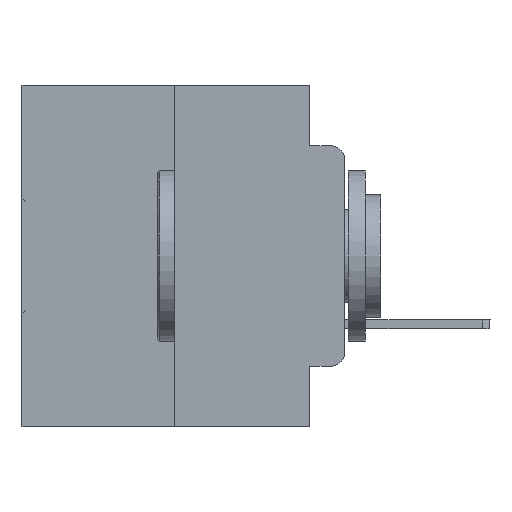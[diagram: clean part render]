
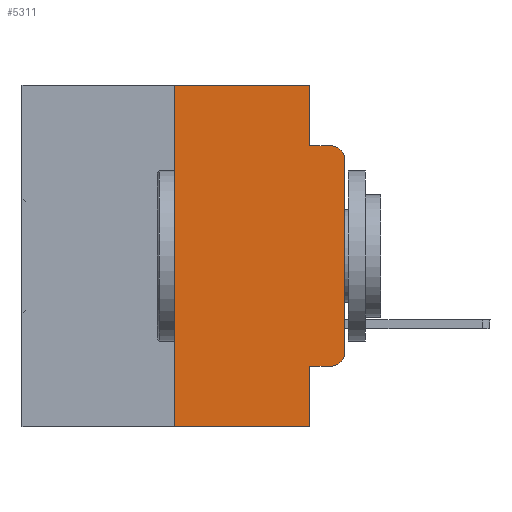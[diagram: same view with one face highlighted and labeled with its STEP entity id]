
A CAD part, left-side view. The second image highlights one B-rep face of the part: STEP entity #5311.
In plain terms, the highlighted planar face has unit normal (-1, 0, 0).
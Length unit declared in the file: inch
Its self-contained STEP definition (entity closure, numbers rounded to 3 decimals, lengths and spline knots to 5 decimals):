
#281 = CARTESIAN_POINT ( 'NONE',  ( 0., 0.25, 0. ) ) ;
#801 = EDGE_CURVE ( 'NONE', #10981, #20313, #19718, .T. ) ;
#1460 = CARTESIAN_POINT ( 'NONE',  ( 0., 0.051, 0. ) ) ;
#1691 = CARTESIAN_POINT ( 'NONE',  ( 0., 0.473, 0. ) ) ;
#2108 = LINE ( 'NONE', #14538, #25544 ) ;
#2357 = CARTESIAN_POINT ( 'NONE',  ( 0., 0.473, -0.5 ) ) ;
#2491 = ORIENTED_EDGE ( 'NONE', *, *, #30056, .F. ) ;
#3306 = EDGE_CURVE ( 'NONE', #27676, #8876, #14191, .T. ) ;
#3566 = EDGE_CURVE ( 'NONE', #4663, #12097, #4957, .T. ) ;
#3628 = CARTESIAN_POINT ( 'NONE',  ( 0., 0.051, -0.4115 ) ) ;
#3950 = EDGE_CURVE ( 'NONE', #4663, #8876, #14628, .T. ) ;
#4023 = CARTESIAN_POINT ( 'NONE',  ( 0., 0., 0. ) ) ;
#4045 = EDGE_CURVE ( 'NONE', #14260, #28502, #15411, .T. ) ;
#4066 = VECTOR ( 'NONE', #13877, 39.37008 ) ;
#4663 = VERTEX_POINT ( 'NONE', #17547 ) ;
#4673 = CARTESIAN_POINT ( 'NONE',  ( 0., 0.051, -0.5 ) ) ;
#4957 = LINE ( 'NONE', #281, #13666 ) ;
#5311 = ADVANCED_FACE ( 'NONE', ( #6535 ), #23823, .F. ) ;
#5785 = AXIS2_PLACEMENT_3D ( 'NONE', #13910, #16019, #20865 ) ;
#6288 = LINE ( 'NONE', #4023, #4066 ) ;
#6535 = FACE_OUTER_BOUND ( 'NONE', #23942, .T. ) ;
#6618 = VERTEX_POINT ( 'NONE', #27185 ) ;
#6880 = ORIENTED_EDGE ( 'NONE', *, *, #28332, .T. ) ;
#6945 = AXIS2_PLACEMENT_3D ( 'NONE', #19483, #12214, #11741 ) ;
#8355 = ORIENTED_EDGE ( 'NONE', *, *, #25488, .T. ) ;
#8521 = CARTESIAN_POINT ( 'NONE',  ( 0., 0.051, -0.0885 ) ) ;
#8876 = VERTEX_POINT ( 'NONE', #4673 ) ;
#10973 = ORIENTED_EDGE ( 'NONE', *, *, #4045, .F. ) ;
#10981 = VERTEX_POINT ( 'NONE', #22405 ) ;
#11531 = DIRECTION ( 'NONE',  ( 1., 0., 0. ) ) ;
#11707 = ORIENTED_EDGE ( 'NONE', *, *, #3306, .F. ) ;
#11741 = DIRECTION ( 'NONE',  ( 0., 0., -1. ) ) ;
#11793 = DIRECTION ( 'NONE',  ( 0., -1., 0. ) ) ;
#11903 = DIRECTION ( 'NONE',  ( 0., -1., 0. ) ) ;
#12097 = VERTEX_POINT ( 'NONE', #13096 ) ;
#12214 = DIRECTION ( 'NONE',  ( -1., 0., 0. ) ) ;
#12674 = DIRECTION ( 'NONE',  ( 0., 0., -1. ) ) ;
#13096 = CARTESIAN_POINT ( 'NONE',  ( 0., 0.25, 0. ) ) ;
#13666 = VECTOR ( 'NONE', #19197, 39.37008 ) ;
#13872 = DIRECTION ( 'NONE',  ( 0., 0., -1. ) ) ;
#13877 = DIRECTION ( 'NONE',  ( 0., 0., 1. ) ) ;
#13910 = CARTESIAN_POINT ( 'NONE',  ( 0., 0.02, -0.3915 ) ) ;
#14191 = LINE ( 'NONE', #28250, #20907 ) ;
#14260 = VERTEX_POINT ( 'NONE', #1460 ) ;
#14308 = ORIENTED_EDGE ( 'NONE', *, *, #18060, .T. ) ;
#14401 = CARTESIAN_POINT ( 'NONE',  ( 0., 0.051, -0.4115 ) ) ;
#14538 = CARTESIAN_POINT ( 'NONE',  ( 0., 0.473, 0. ) ) ;
#14628 = LINE ( 'NONE', #2357, #29157 ) ;
#15411 = LINE ( 'NONE', #17510, #21448 ) ;
#16019 = DIRECTION ( 'NONE',  ( -1., 0., 0. ) ) ;
#16831 = LINE ( 'NONE', #14401, #20197 ) ;
#16984 = EDGE_CURVE ( 'NONE', #12097, #14260, #2108, .T. ) ;
#17188 = DIRECTION ( 'NONE',  ( 0., -1., 0. ) ) ;
#17510 = CARTESIAN_POINT ( 'NONE',  ( 0., 0.051, 0. ) ) ;
#17547 = CARTESIAN_POINT ( 'NONE',  ( 0., 0.25, -0.5 ) ) ;
#17606 = CARTESIAN_POINT ( 'NONE',  ( 0., 0., -0.3915 ) ) ;
#18060 = EDGE_CURVE ( 'NONE', #31907, #6618, #20864, .T. ) ;
#19197 = DIRECTION ( 'NONE',  ( 0., 0., 1. ) ) ;
#19483 = CARTESIAN_POINT ( 'NONE',  ( 0., 0.02, -0.1085 ) ) ;
#19718 = CIRCLE ( 'NONE', #5785, 0.02 ) ;
#19873 = CARTESIAN_POINT ( 'NONE',  ( 0., 0.051, -0.0885 ) ) ;
#20197 = VECTOR ( 'NONE', #26374, 39.37008 ) ;
#20313 = VERTEX_POINT ( 'NONE', #17606 ) ;
#20730 = CARTESIAN_POINT ( 'NONE',  ( 0., 0., -0.1085 ) ) ;
#20809 = LINE ( 'NONE', #8521, #28452 ) ;
#20864 = CIRCLE ( 'NONE', #6945, 0.02 ) ;
#20865 = DIRECTION ( 'NONE',  ( 0., 0., -1. ) ) ;
#20907 = VECTOR ( 'NONE', #13872, 39.37008 ) ;
#21444 = AXIS2_PLACEMENT_3D ( 'NONE', #1691, #11531, #31235 ) ;
#21448 = VECTOR ( 'NONE', #12674, 39.37008 ) ;
#22405 = CARTESIAN_POINT ( 'NONE',  ( 0., 0.02, -0.4115 ) ) ;
#23823 = PLANE ( 'NONE',  #21444 ) ;
#23942 = EDGE_LOOP ( 'NONE', ( #8355, #14308, #2491, #10973, #31254, #27701, #29766, #11707, #6880, #28660 ) ) ;
#25488 = EDGE_CURVE ( 'NONE', #20313, #31907, #6288, .T. ) ;
#25544 = VECTOR ( 'NONE', #11793, 39.37008 ) ;
#26374 = DIRECTION ( 'NONE',  ( 0., -1., 0. ) ) ;
#27185 = CARTESIAN_POINT ( 'NONE',  ( 0., 0.02, -0.0885 ) ) ;
#27676 = VERTEX_POINT ( 'NONE', #3628 ) ;
#27701 = ORIENTED_EDGE ( 'NONE', *, *, #3566, .F. ) ;
#28250 = CARTESIAN_POINT ( 'NONE',  ( 0., 0.051, 0. ) ) ;
#28332 = EDGE_CURVE ( 'NONE', #27676, #10981, #16831, .T. ) ;
#28452 = VECTOR ( 'NONE', #11903, 39.37008 ) ;
#28502 = VERTEX_POINT ( 'NONE', #19873 ) ;
#28660 = ORIENTED_EDGE ( 'NONE', *, *, #801, .T. ) ;
#29157 = VECTOR ( 'NONE', #17188, 39.37008 ) ;
#29766 = ORIENTED_EDGE ( 'NONE', *, *, #3950, .T. ) ;
#30056 = EDGE_CURVE ( 'NONE', #28502, #6618, #20809, .T. ) ;
#31235 = DIRECTION ( 'NONE',  ( 0., 0., -1. ) ) ;
#31254 = ORIENTED_EDGE ( 'NONE', *, *, #16984, .F. ) ;
#31907 = VERTEX_POINT ( 'NONE', #20730 ) ;
